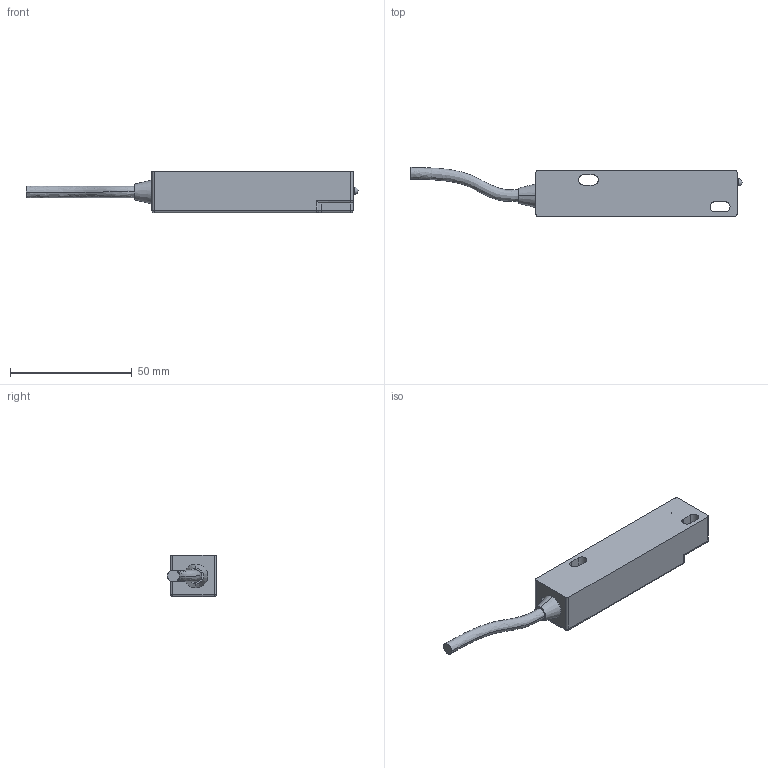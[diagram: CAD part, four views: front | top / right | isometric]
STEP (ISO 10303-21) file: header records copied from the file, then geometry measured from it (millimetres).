
FILE_DESCRIPTION (( 'STEP AP214' ), '1' );
FILE_NAME ('SS-C-Blue ABS Switch.STEP', '2014-02-05T09:20:55', ( ' ' ), ( ' ' ), 'SwSTEP 2.0', 'SolidWorks 2004231', '' );
FILE_SCHEMA (( 'AUTOMOTIVE_DESIGN' ));
Length unit declared in the file: millimetre
Products named in the file (5): 103.018 (Grommet Short); 150.008 (cable 6 core); Switch moulding; SS-C-Blue ABS Switch; 3mm LED SS-c
Assembly tree (4 placements, depth 2):
  SS-C-Blue ABS Switch
    3mm LED SS-c
    103.018 (Grommet Short)
    150.008 (cable 6 core)
    Switch moulding
Bounding box: 136.16 x 20.15 x 17 mm (x, y, z)
Volume: 25568.4 mm3; surface area: 9119.2 mm2
Topology: 4 solids, 4 shells, 133 faces, 335 edges, 205 vertices
Faces by surface type: plane 63, cylinder 52, sphere 9, torus 5, cone 2, bspline 2
Entity records: 5069 total; most frequent: CARTESIAN_POINT 882, DIRECTION 692, ORIENTED_EDGE 648, EDGE_CURVE 324, AXIS2_PLACEMENT_3D 243, VECTOR 206, LINE 206, VERTEX_POINT 203
